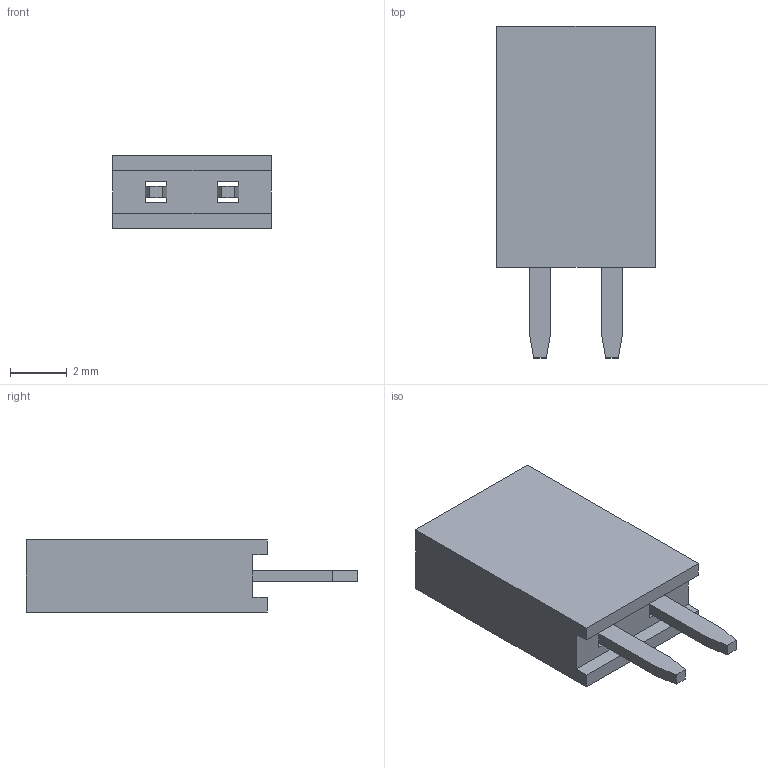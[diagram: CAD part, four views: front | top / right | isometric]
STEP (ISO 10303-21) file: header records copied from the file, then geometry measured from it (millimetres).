
FILE_DESCRIPTION (( 'STEP AP214' ), '1' );
FILE_NAME ('PPTC021LFBN-RC.STEP', '2022-03-14T22:02:34', ( '' ), ( '' ), 'SwSTEP 2.0', 'SolidWorks 2017', '' );
FILE_SCHEMA (( 'AUTOMOTIVE_DESIGN' ));
Length unit declared in the file: inch
Products named in the file (1): PPTC021LFBN-RC
Bounding box: 5.59 x 11.71 x 2.54 mm (x, y, z)
Volume: 111.1 mm3; surface area: 265.1 mm2
Topology: 3 solids, 3 shells, 56 faces, 142 edges, 92 vertices
Faces by surface type: plane 44, cylinder 12
Entity records: 2074 total; most frequent: CARTESIAN_POINT 291, ORIENTED_EDGE 284, DIRECTION 280, EDGE_CURVE 142, VECTOR 118, LINE 118, VERTEX_POINT 92, AXIS2_PLACEMENT_3D 81
